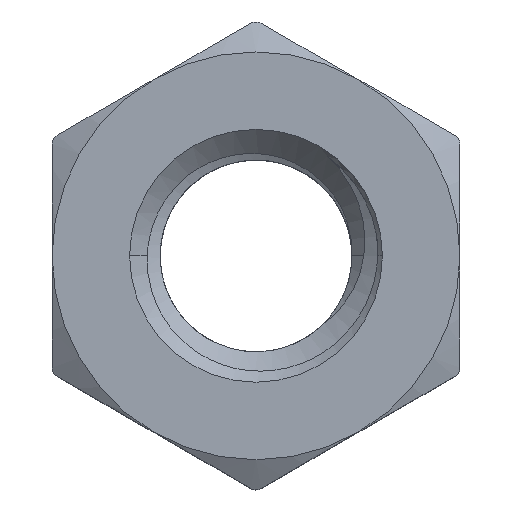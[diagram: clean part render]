
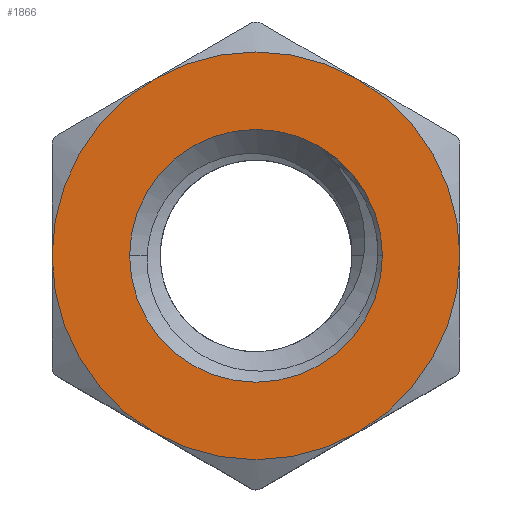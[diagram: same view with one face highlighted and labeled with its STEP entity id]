
A CAD part, top view. The second image highlights one B-rep face of the part: STEP entity #1866.
In plain terms, the highlighted planar face has unit normal (0, 0, 1).
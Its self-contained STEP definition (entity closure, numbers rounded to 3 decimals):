
#5 = DIRECTION ( 'NONE',  ( 0., 0., 1. ) ) ;
#19 = PLANE ( 'NONE',  #2342 ) ;
#22 = EDGE_CURVE ( 'NONE', #52, #2384, #1039, .T. ) ;
#31 = EDGE_LOOP ( 'NONE', ( #1888, #969, #1828, #216, #497, #1479 ) ) ;
#42 = AXIS2_PLACEMENT_3D ( 'NONE', #2435, #2460, #1631 ) ;
#52 = VERTEX_POINT ( 'NONE', #1545 ) ;
#96 = DIRECTION ( 'NONE',  ( 1., 0., 0. ) ) ;
#99 = DIRECTION ( 'NONE',  ( 0., 0., 1. ) ) ;
#168 = EDGE_CURVE ( 'NONE', #2516, #960, #2153, .T. ) ;
#200 = CIRCLE ( 'NONE', #670, 3.1 ) ;
#216 = ORIENTED_EDGE ( 'NONE', *, *, #2465, .T. ) ;
#299 = EDGE_CURVE ( 'NONE', #1316, #2446, #342, .T. ) ;
#316 = CARTESIAN_POINT ( 'NONE',  ( 0., 0., 2.5 ) ) ;
#324 = DIRECTION ( 'NONE',  ( 0., 0., 1. ) ) ;
#342 = CIRCLE ( 'NONE', #42, 5. ) ;
#497 = ORIENTED_EDGE ( 'NONE', *, *, #168, .T. ) ;
#509 = AXIS2_PLACEMENT_3D ( 'NONE', #2082, #5, #622 ) ;
#586 = AXIS2_PLACEMENT_3D ( 'NONE', #2591, #1554, #887 ) ;
#622 = DIRECTION ( 'NONE',  ( 1., 0., 0. ) ) ;
#654 = ORIENTED_EDGE ( 'NONE', *, *, #2175, .F. ) ;
#670 = AXIS2_PLACEMENT_3D ( 'NONE', #2017, #2229, #1199 ) ;
#743 = FACE_BOUND ( 'NONE', #2196, .T. ) ;
#842 = AXIS2_PLACEMENT_3D ( 'NONE', #1100, #99, #1532 ) ;
#887 = DIRECTION ( 'NONE',  ( 1., 0., 0. ) ) ;
#891 = CIRCLE ( 'NONE', #509, 5. ) ;
#904 = CARTESIAN_POINT ( 'NONE',  ( 0., 0., 2.5 ) ) ;
#915 = VERTEX_POINT ( 'NONE', #2389 ) ;
#960 = VERTEX_POINT ( 'NONE', #2501 ) ;
#969 = ORIENTED_EDGE ( 'NONE', *, *, #1068, .T. ) ;
#1033 = AXIS2_PLACEMENT_3D ( 'NONE', #316, #324, #96 ) ;
#1039 = CIRCLE ( 'NONE', #586, 3.1 ) ;
#1063 = DIRECTION ( 'NONE',  ( 0., 0., 1. ) ) ;
#1068 = EDGE_CURVE ( 'NONE', #1439, #1316, #2148, .T. ) ;
#1100 = CARTESIAN_POINT ( 'NONE',  ( 0., 0., 2.5 ) ) ;
#1189 = AXIS2_PLACEMENT_3D ( 'NONE', #2431, #1595, #2633 ) ;
#1199 = DIRECTION ( 'NONE',  ( 1., 0., 0. ) ) ;
#1280 = EDGE_CURVE ( 'NONE', #960, #915, #1719, .T. ) ;
#1316 = VERTEX_POINT ( 'NONE', #1528 ) ;
#1405 = EDGE_CURVE ( 'NONE', #915, #1439, #2571, .T. ) ;
#1439 = VERTEX_POINT ( 'NONE', #2222 ) ;
#1479 = ORIENTED_EDGE ( 'NONE', *, *, #1280, .T. ) ;
#1500 = ORIENTED_EDGE ( 'NONE', *, *, #22, .F. ) ;
#1528 = CARTESIAN_POINT ( 'NONE',  ( 2.5, 4.33, 2.5 ) ) ;
#1532 = DIRECTION ( 'NONE',  ( 1., 0., 0. ) ) ;
#1545 = CARTESIAN_POINT ( 'NONE',  ( 3.1, 0., 2.5 ) ) ;
#1554 = DIRECTION ( 'NONE',  ( 0., 0., 1. ) ) ;
#1595 = DIRECTION ( 'NONE',  ( 0., 0., 1. ) ) ;
#1631 = DIRECTION ( 'NONE',  ( 1., 0., 0. ) ) ;
#1669 = CARTESIAN_POINT ( 'NONE',  ( 0., 0., 2.5 ) ) ;
#1719 = CIRCLE ( 'NONE', #1033, 5. ) ;
#1827 = CARTESIAN_POINT ( 'NONE',  ( -3.1, 0., 2.5 ) ) ;
#1828 = ORIENTED_EDGE ( 'NONE', *, *, #299, .T. ) ;
#1861 = CARTESIAN_POINT ( 'NONE',  ( -5., 0., 2.5 ) ) ;
#1866 = ADVANCED_FACE ( 'NONE', ( #743, #2523 ), #19, .T. ) ;
#1888 = ORIENTED_EDGE ( 'NONE', *, *, #1405, .T. ) ;
#2017 = CARTESIAN_POINT ( 'NONE',  ( 0., 0., 2.5 ) ) ;
#2082 = CARTESIAN_POINT ( 'NONE',  ( 0., 0., 2.5 ) ) ;
#2148 = CIRCLE ( 'NONE', #842, 5. ) ;
#2153 = CIRCLE ( 'NONE', #2416, 5. ) ;
#2175 = EDGE_CURVE ( 'NONE', #2384, #52, #200, .T. ) ;
#2196 = EDGE_LOOP ( 'NONE', ( #1500, #654 ) ) ;
#2222 = CARTESIAN_POINT ( 'NONE',  ( 5., 0., 2.5 ) ) ;
#2229 = DIRECTION ( 'NONE',  ( 0., 0., 1. ) ) ;
#2330 = DIRECTION ( 'NONE',  ( 1., 0., 0. ) ) ;
#2342 = AXIS2_PLACEMENT_3D ( 'NONE', #1669, #1063, #2330 ) ;
#2365 = DIRECTION ( 'NONE',  ( 0., 0., 1. ) ) ;
#2384 = VERTEX_POINT ( 'NONE', #1827 ) ;
#2389 = CARTESIAN_POINT ( 'NONE',  ( 2.5, -4.33, 2.5 ) ) ;
#2416 = AXIS2_PLACEMENT_3D ( 'NONE', #904, #2365, #2566 ) ;
#2431 = CARTESIAN_POINT ( 'NONE',  ( 0., 0., 2.5 ) ) ;
#2435 = CARTESIAN_POINT ( 'NONE',  ( 0., 0., 2.5 ) ) ;
#2446 = VERTEX_POINT ( 'NONE', #2522 ) ;
#2460 = DIRECTION ( 'NONE',  ( 0., 0., 1. ) ) ;
#2465 = EDGE_CURVE ( 'NONE', #2446, #2516, #891, .T. ) ;
#2501 = CARTESIAN_POINT ( 'NONE',  ( -2.5, -4.33, 2.5 ) ) ;
#2516 = VERTEX_POINT ( 'NONE', #1861 ) ;
#2522 = CARTESIAN_POINT ( 'NONE',  ( -2.5, 4.33, 2.5 ) ) ;
#2523 = FACE_OUTER_BOUND ( 'NONE', #31, .T. ) ;
#2566 = DIRECTION ( 'NONE',  ( 1., 0., 0. ) ) ;
#2571 = CIRCLE ( 'NONE', #1189, 5. ) ;
#2591 = CARTESIAN_POINT ( 'NONE',  ( 0., 0., 2.5 ) ) ;
#2633 = DIRECTION ( 'NONE',  ( 1., 0., 0. ) ) ;
